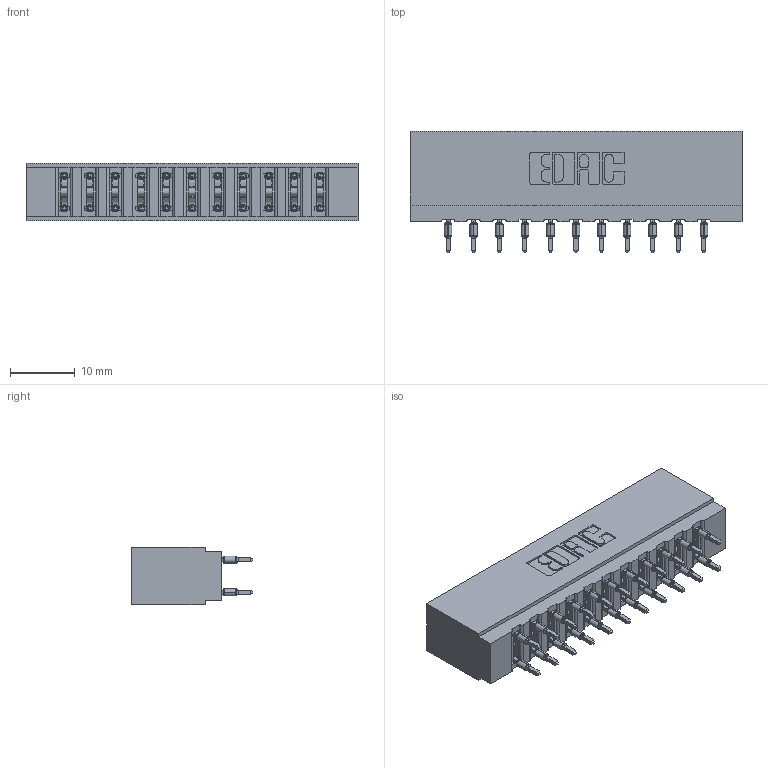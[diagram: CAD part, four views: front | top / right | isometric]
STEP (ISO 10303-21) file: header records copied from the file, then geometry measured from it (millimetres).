
FILE_DESCRIPTION (( 'STEP AP203' ), '1' );
FILE_NAME ('717-022-560-201.STEP', '2026-02-20T17:19:12', ( '' ), ( '' ), 'SwSTEP 2.0', 'SolidWorks 2023', '' );
FILE_SCHEMA (( 'CONFIG_CONTROL_DESIGN' ));
Length unit declared in the file: millimetre
Products named in the file (3): 745-292-001_560; 717-022-560-201; 717 Part_Insulator Option - 06
Assembly tree (23 placements, depth 2):
  717-022-560-201
    717 Part_Insulator Option - 06
    745-292-001_560  x22
Bounding box: 51.46 x 18.78 x 8.89 mm (x, y, z)
Volume: 4668.5 mm3; surface area: 7112.4 mm2
Topology: 23 solids, 23 shells, 2272 faces, 6213 edges, 3950 vertices
Faces by surface type: plane 1187, cylinder 513, bspline 440, torus 132
Entity records: 23368 total; most frequent: CARTESIAN_POINT 4569, ORIENTED_EDGE 3942, DIRECTION 3475, EDGE_CURVE 1971, LINE 1715, VECTOR 1715, VERTEX_POINT 1262, AXIS2_PLACEMENT_3D 880
